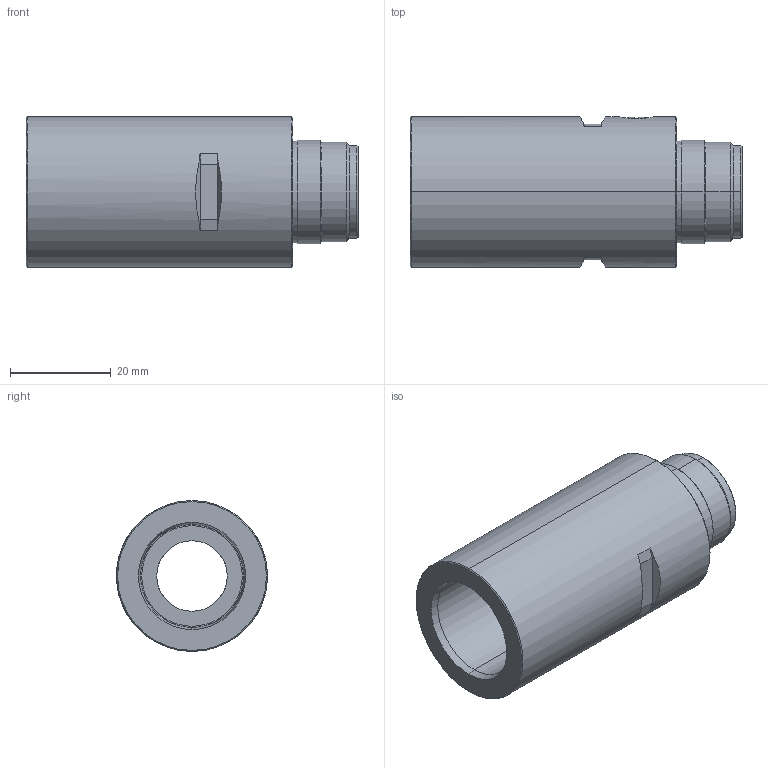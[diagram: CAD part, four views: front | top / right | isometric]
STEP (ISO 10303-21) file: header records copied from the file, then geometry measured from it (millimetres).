
FILE_DESCRIPTION (( 'STEP AP203' ), '1' );
FILE_NAME ('ARG-011E Assy.STEP', '2013-02-08T05:22:44', ( ' ' ), ( ' ' ), 'SwSTEP 2.0', 'SolidWorks 2011', '' );
FILE_SCHEMA (( 'CONFIG_CONTROL_DESIGN' ));
Length unit declared in the file: millimetre
Products named in the file (4): ARG-01E 寑毆挈暊; ARG-01E 閩; ARG-01E 穴埋めねじ; ARG-011E Assy
Assembly tree (3 placements, depth 2):
  ARG-011E Assy
    ARG-01E 閩
    ARG-01E 寑毆挈暊
    ARG-01E 穴埋めねじ
Bounding box: 66 x 30 x 30 mm (x, y, z)
Volume: 23268.8 mm3; surface area: 13134.3 mm2
Topology: 3 solids, 3 shells, 92 faces, 201 edges, 124 vertices
Faces by surface type: plane 35, cylinder 33, cone 20, sphere 4
Entity records: 3065 total; most frequent: CARTESIAN_POINT 595, DIRECTION 471, ORIENTED_EDGE 402, EDGE_CURVE 201, AXIS2_PLACEMENT_3D 192, VERTEX_POINT 124, EDGE_LOOP 107, CIRCLE 94
